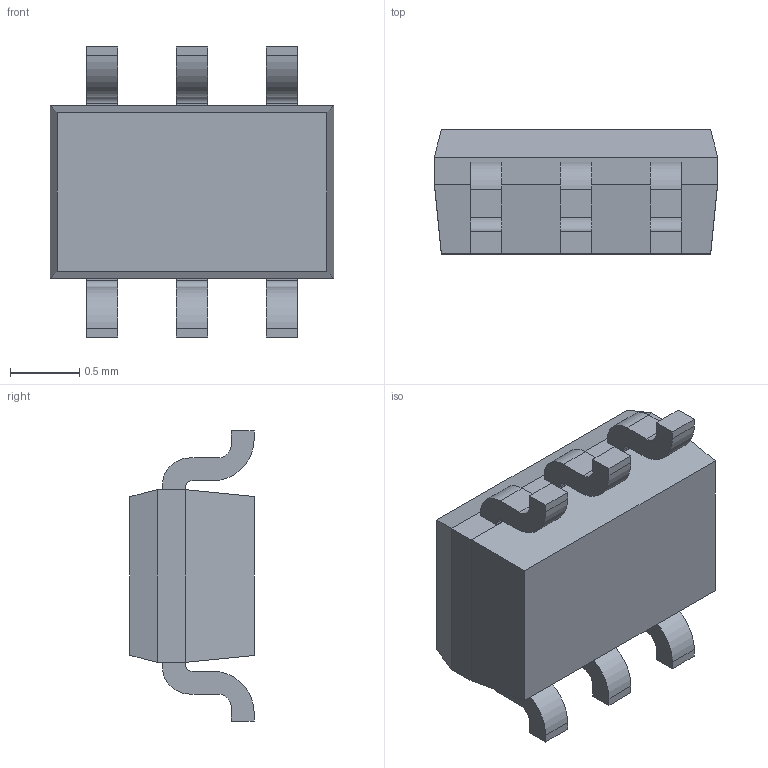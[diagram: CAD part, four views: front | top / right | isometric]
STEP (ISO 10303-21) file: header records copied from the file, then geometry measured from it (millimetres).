
FILE_DESCRIPTION (( 'STEP AP214' ), '1' );
FILE_NAME ('SC-70.STEP', '2022-08-29T19:29:18', ( '' ), ( '' ), 'SwSTEP 2.0', 'SolidWorks 2022', '' );
FILE_SCHEMA (( 'AUTOMOTIVE_DESIGN' ));
Length unit declared in the file: millimetre
Products named in the file (1): SC-70
Bounding box: 2.05 x 0.9 x 2.1 mm (x, y, z)
Volume: 2.4 mm3; surface area: 14.5 mm2
Topology: 7 solids, 7 shells, 101 faces, 250 edges, 164 vertices
Faces by surface type: plane 75, cylinder 26
Entity records: 4171 total; most frequent: CARTESIAN_POINT 516, DIRECTION 506, ORIENTED_EDGE 500, EDGE_CURVE 250, VECTOR 198, LINE 198, VERTEX_POINT 164, AXIS2_PLACEMENT_3D 154
